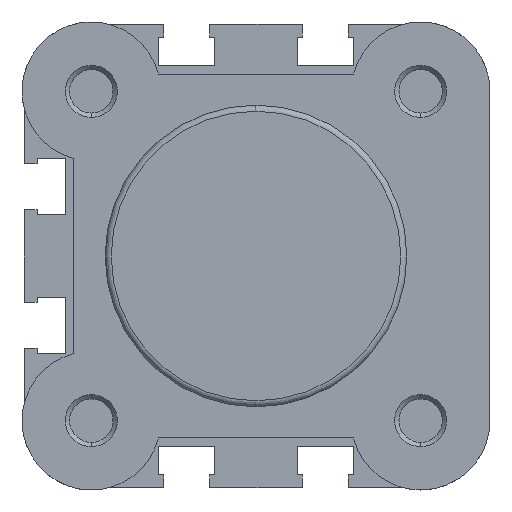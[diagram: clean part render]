
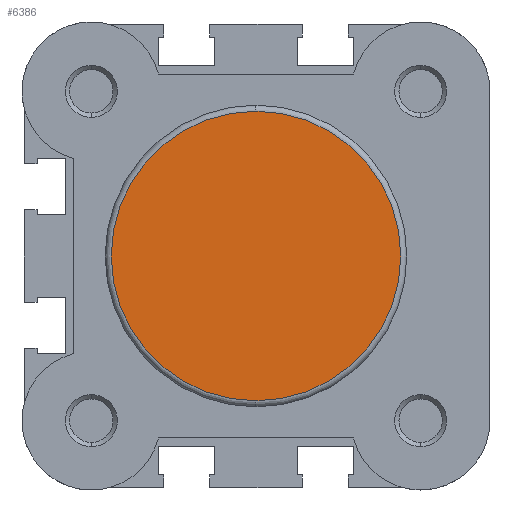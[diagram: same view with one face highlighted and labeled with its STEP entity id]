
A CAD part, left-side view. The second image highlights one B-rep face of the part: STEP entity #6386.
In plain terms, the highlighted planar face has unit normal (-1, 0, 0).
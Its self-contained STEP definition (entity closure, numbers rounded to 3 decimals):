
#55 = CARTESIAN_POINT ( 'NONE',  ( 0., 0., 0. ) ) ;
#56 = DIRECTION ( 'NONE',  ( -1., 0., 0. ) ) ;
#57 = DIRECTION ( 'NONE',  ( 0., 0., 1. ) ) ;
#208 = CARTESIAN_POINT ( 'NONE',  ( 0., 0., 0. ) ) ;
#216 = DIRECTION ( 'NONE',  ( -1., 0., 0. ) ) ;
#217 = DIRECTION ( 'NONE',  ( 0., 0., 1. ) ) ;
#993 = CARTESIAN_POINT ( 'NONE',  ( 0., 0., 16.7 ) ) ;
#994 = CARTESIAN_POINT ( 'NONE',  ( 0., 0., -16.7 ) ) ;
#1664 = FACE_OUTER_BOUND ( 'NONE', #5562, .T. ) ;
#2621 = PLANE ( 'NONE',  #3173 ) ;
#2624 = CARTESIAN_POINT ( 'NONE',  ( 0., -17.4, 0. ) ) ;
#2635 = DIRECTION ( 'NONE',  ( -1., 0., 0. ) ) ;
#2636 = DIRECTION ( 'NONE',  ( 0., 0., 1. ) ) ;
#3173 = AXIS2_PLACEMENT_3D ( 'NONE', #2624, #2635, #2636 ) ;
#4107 = CIRCLE ( 'NONE', #4999, 16.7 ) ;
#4198 = CIRCLE ( 'NONE', #5032, 16.7 ) ;
#4630 = EDGE_CURVE ( 'NONE', #5852, #5853, #4107, .T. ) ;
#4693 = EDGE_CURVE ( 'NONE', #5853, #5852, #4198, .T. ) ;
#4999 = AXIS2_PLACEMENT_3D ( 'NONE', #55, #56, #57 ) ;
#5032 = AXIS2_PLACEMENT_3D ( 'NONE', #208, #216, #217 ) ;
#5292 = ORIENTED_EDGE ( 'NONE', *, *, #4693, .T. ) ;
#5518 = ORIENTED_EDGE ( 'NONE', *, *, #4630, .T. ) ;
#5562 = EDGE_LOOP ( 'NONE', ( #5518, #5292 ) ) ;
#5852 = VERTEX_POINT ( 'NONE', #993 ) ;
#5853 = VERTEX_POINT ( 'NONE', #994 ) ;
#6386 = ADVANCED_FACE ( 'NONE', ( #1664 ), #2621, .T. ) ;
